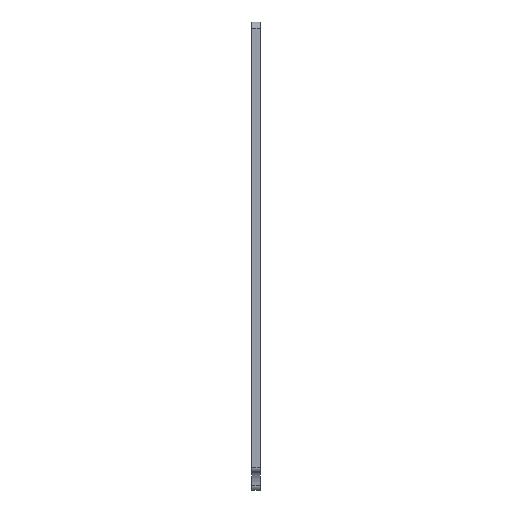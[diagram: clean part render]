
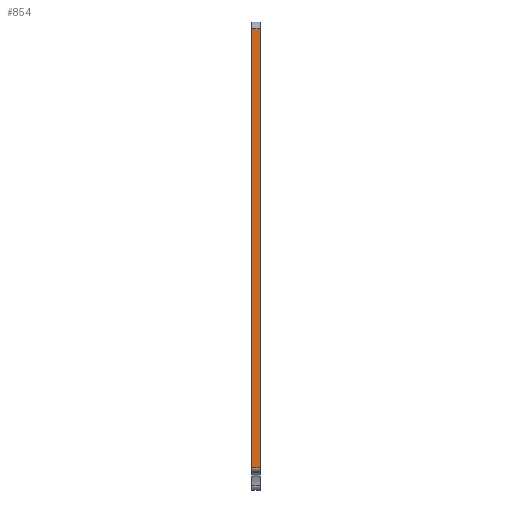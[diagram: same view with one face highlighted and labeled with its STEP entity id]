
A CAD part, left-side view. The second image highlights one B-rep face of the part: STEP entity #854.
In plain terms, the highlighted planar face has unit normal (-1, 0, 0).
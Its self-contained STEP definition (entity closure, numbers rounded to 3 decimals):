
#65 = CARTESIAN_POINT ( 'NONE',  ( -152.5, 0., -152.5 ) ) ;
#150 = VECTOR ( 'NONE', #673, 1000. ) ;
#383 = VERTEX_POINT ( 'NONE', #1656 ) ;
#421 = CARTESIAN_POINT ( 'NONE',  ( -152.5, 6.35, -152.5 ) ) ;
#430 = ORIENTED_EDGE ( 'NONE', *, *, #1949, .F. ) ;
#445 = CARTESIAN_POINT ( 'NONE',  ( -152.5, 6.35, -152.5 ) ) ;
#453 = LINE ( 'NONE', #445, #841 ) ;
#488 = VERTEX_POINT ( 'NONE', #674 ) ;
#499 = CARTESIAN_POINT ( 'NONE',  ( -152.5, 6.35, 163.5 ) ) ;
#517 = EDGE_CURVE ( 'NONE', #383, #488, #1810, .T. ) ;
#546 = LINE ( 'NONE', #65, #1129 ) ;
#558 = ORIENTED_EDGE ( 'NONE', *, *, #770, .T. ) ;
#673 = DIRECTION ( 'NONE',  ( 0., 1., 0. ) ) ;
#674 = CARTESIAN_POINT ( 'NONE',  ( -152.5, 0., -155.5 ) ) ;
#770 = EDGE_CURVE ( 'NONE', #488, #1291, #546, .T. ) ;
#841 = VECTOR ( 'NONE', #2063, 1000. ) ;
#854 = ADVANCED_FACE ( 'NONE', ( #1066 ), #2022, .F. ) ;
#864 = ORIENTED_EDGE ( 'NONE', *, *, #517, .T. ) ;
#918 = DIRECTION ( 'NONE',  ( 0., 0., -1. ) ) ;
#1066 = FACE_OUTER_BOUND ( 'NONE', #1877, .T. ) ;
#1081 = CARTESIAN_POINT ( 'NONE',  ( -152.5, 0., 163.5 ) ) ;
#1106 = EDGE_CURVE ( 'NONE', #1291, #1709, #1299, .T. ) ;
#1129 = VECTOR ( 'NONE', #1980, 1000. ) ;
#1291 = VERTEX_POINT ( 'NONE', #1081 ) ;
#1299 = LINE ( 'NONE', #499, #150 ) ;
#1357 = VECTOR ( 'NONE', #1387, 1000. ) ;
#1387 = DIRECTION ( 'NONE',  ( 0., -1., 0. ) ) ;
#1399 = ORIENTED_EDGE ( 'NONE', *, *, #1106, .T. ) ;
#1429 = AXIS2_PLACEMENT_3D ( 'NONE', #421, #1873, #918 ) ;
#1656 = CARTESIAN_POINT ( 'NONE',  ( -152.5, 6.35, -155.5 ) ) ;
#1709 = VERTEX_POINT ( 'NONE', #1974 ) ;
#1810 = LINE ( 'NONE', #1849, #1357 ) ;
#1849 = CARTESIAN_POINT ( 'NONE',  ( -152.5, 0., -155.5 ) ) ;
#1873 = DIRECTION ( 'NONE',  ( 1., 0., 0. ) ) ;
#1877 = EDGE_LOOP ( 'NONE', ( #430, #864, #558, #1399 ) ) ;
#1949 = EDGE_CURVE ( 'NONE', #383, #1709, #453, .T. ) ;
#1974 = CARTESIAN_POINT ( 'NONE',  ( -152.5, 6.35, 163.5 ) ) ;
#1980 = DIRECTION ( 'NONE',  ( 0., 0., 1. ) ) ;
#2022 = PLANE ( 'NONE',  #1429 ) ;
#2063 = DIRECTION ( 'NONE',  ( 0., 0., 1. ) ) ;
